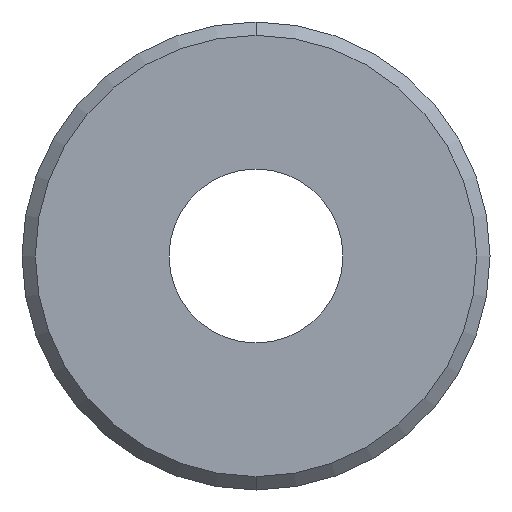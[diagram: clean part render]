
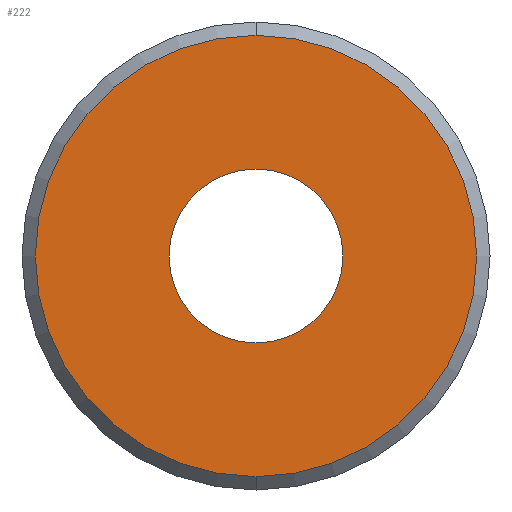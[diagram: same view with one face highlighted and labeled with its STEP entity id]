
A CAD part, front view. The second image highlights one B-rep face of the part: STEP entity #222.
In plain terms, the highlighted planar face has unit normal (0, -1, 0).
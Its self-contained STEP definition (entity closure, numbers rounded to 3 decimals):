
#21 = PLANE ( 'NONE',  #156 ) ;
#24 = CARTESIAN_POINT ( 'NONE',  ( 6.5, 0., 0. ) ) ;
#29 = AXIS2_PLACEMENT_3D ( 'NONE', #398, #249, #67 ) ;
#31 = ORIENTED_EDGE ( 'NONE', *, *, #38, .F. ) ;
#38 = EDGE_CURVE ( 'NONE', #388, #344, #404, .T. ) ;
#60 = CIRCLE ( 'NONE', #29, 6.5 ) ;
#67 = DIRECTION ( 'NONE',  ( 0., 0., -1. ) ) ;
#96 = CARTESIAN_POINT ( 'NONE',  ( 0., 0., -16.5 ) ) ;
#102 = FACE_BOUND ( 'NONE', #242, .T. ) ;
#112 = DIRECTION ( 'NONE',  ( 0., 0., -1. ) ) ;
#115 = AXIS2_PLACEMENT_3D ( 'NONE', #377, #243, #390 ) ;
#126 = VERTEX_POINT ( 'NONE', #205 ) ;
#134 = ORIENTED_EDGE ( 'NONE', *, *, #257, .T. ) ;
#138 = CARTESIAN_POINT ( 'NONE',  ( 0., 0., 0. ) ) ;
#156 = AXIS2_PLACEMENT_3D ( 'NONE', #24, #435, #172 ) ;
#163 = EDGE_LOOP ( 'NONE', ( #316, #134 ) ) ;
#171 = VERTEX_POINT ( 'NONE', #96 ) ;
#172 = DIRECTION ( 'NONE',  ( 0., 0., -1. ) ) ;
#175 = EDGE_CURVE ( 'NONE', #126, #171, #226, .T. ) ;
#182 = CARTESIAN_POINT ( 'NONE',  ( 0., 0., 6.5 ) ) ;
#205 = CARTESIAN_POINT ( 'NONE',  ( 0., 0., 16.5 ) ) ;
#214 = CARTESIAN_POINT ( 'NONE',  ( 0., 0., 0. ) ) ;
#221 = CARTESIAN_POINT ( 'NONE',  ( 0., 0., -6.5 ) ) ;
#222 = ADVANCED_FACE ( 'NONE', ( #468, #102 ), #21, .T. ) ;
#226 = CIRCLE ( 'NONE', #115, 16.5 ) ;
#230 = EDGE_CURVE ( 'NONE', #344, #388, #60, .T. ) ;
#242 = EDGE_LOOP ( 'NONE', ( #31, #429 ) ) ;
#243 = DIRECTION ( 'NONE',  ( 0., -1., 0. ) ) ;
#249 = DIRECTION ( 'NONE',  ( 0., -1., 0. ) ) ;
#257 = EDGE_CURVE ( 'NONE', #171, #126, #276, .T. ) ;
#276 = CIRCLE ( 'NONE', #286, 16.5 ) ;
#283 = DIRECTION ( 'NONE',  ( 0., -1., 0. ) ) ;
#286 = AXIS2_PLACEMENT_3D ( 'NONE', #138, #283, #112 ) ;
#316 = ORIENTED_EDGE ( 'NONE', *, *, #175, .T. ) ;
#340 = AXIS2_PLACEMENT_3D ( 'NONE', #214, #441, #436 ) ;
#344 = VERTEX_POINT ( 'NONE', #182 ) ;
#377 = CARTESIAN_POINT ( 'NONE',  ( 0., 0., 0. ) ) ;
#388 = VERTEX_POINT ( 'NONE', #221 ) ;
#390 = DIRECTION ( 'NONE',  ( 0., 0., -1. ) ) ;
#398 = CARTESIAN_POINT ( 'NONE',  ( 0., 0., 0. ) ) ;
#404 = CIRCLE ( 'NONE', #340, 6.5 ) ;
#429 = ORIENTED_EDGE ( 'NONE', *, *, #230, .F. ) ;
#435 = DIRECTION ( 'NONE',  ( 0., -1., 0. ) ) ;
#436 = DIRECTION ( 'NONE',  ( 0., 0., -1. ) ) ;
#441 = DIRECTION ( 'NONE',  ( 0., -1., 0. ) ) ;
#468 = FACE_OUTER_BOUND ( 'NONE', #163, .T. ) ;
